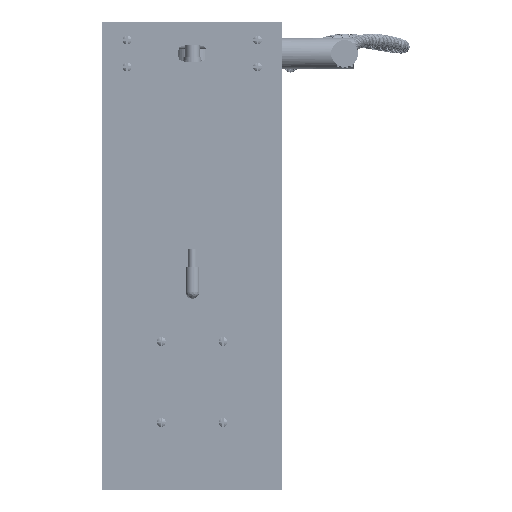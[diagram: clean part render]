
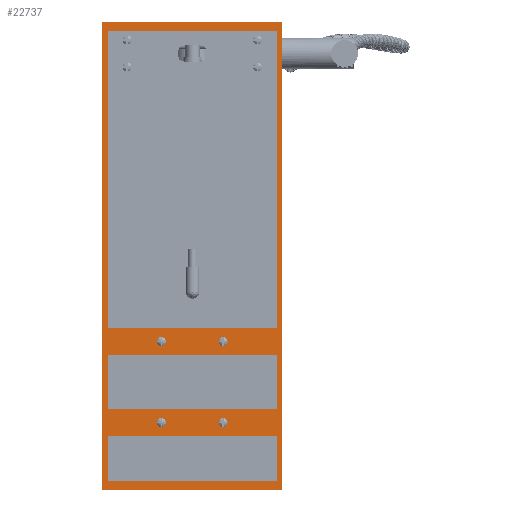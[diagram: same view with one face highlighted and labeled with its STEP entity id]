
A CAD part, front view. The second image highlights one B-rep face of the part: STEP entity #22737.
In plain terms, the highlighted face is planar.
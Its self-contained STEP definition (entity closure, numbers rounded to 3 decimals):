
#20209=DIRECTION('',(1.,0.,0.));
#20210=VECTOR('',#20209,200.);
#20211=CARTESIAN_POINT('',(-100.,-260.,20.));
#20212=LINE('',#20211,#20210);
#20221=DIRECTION('',(0.,-1.,0.));
#20222=VECTOR('',#20221,60.);
#20223=CARTESIAN_POINT('',(94.,-110.,20.));
#20224=LINE('',#20223,#20222);
#20225=DIRECTION('',(1.,0.,0.));
#20226=VECTOR('',#20225,188.);
#20227=CARTESIAN_POINT('',(-94.,-110.,20.));
#20228=LINE('',#20227,#20226);
#20229=DIRECTION('',(0.,1.,0.));
#20230=VECTOR('',#20229,60.);
#20231=CARTESIAN_POINT('',(-94.,-170.,20.));
#20232=LINE('',#20231,#20230);
#20233=DIRECTION('',(-1.,0.,0.));
#20234=VECTOR('',#20233,188.);
#20235=CARTESIAN_POINT('',(94.,-170.,20.));
#20236=LINE('',#20235,#20234);
#20237=CARTESIAN_POINT('',(-34.,-95.,20.));
#20238=DIRECTION('',(0.,0.,-1.));
#20239=DIRECTION('',(0.,1.,0.));
#20240=AXIS2_PLACEMENT_3D('',#20237,#20238,#20239);
#20242=CARTESIAN_POINT('',(-34.,-95.,20.));
#20243=DIRECTION('',(0.,0.,-1.));
#20244=DIRECTION('',(0.,-1.,0.));
#20245=AXIS2_PLACEMENT_3D('',#20242,#20243,#20244);
#20247=CARTESIAN_POINT('',(34.,-95.,20.));
#20248=DIRECTION('',(0.,0.,-1.));
#20249=DIRECTION('',(0.,1.,0.));
#20250=AXIS2_PLACEMENT_3D('',#20247,#20248,#20249);
#20252=CARTESIAN_POINT('',(34.,-95.,20.));
#20253=DIRECTION('',(0.,0.,-1.));
#20254=DIRECTION('',(0.,-1.,0.));
#20255=AXIS2_PLACEMENT_3D('',#20252,#20253,#20254);
#20257=DIRECTION('',(0.,-1.,0.));
#20258=VECTOR('',#20257,50.);
#20259=CARTESIAN_POINT('',(94.,-200.,20.));
#20260=LINE('',#20259,#20258);
#20261=DIRECTION('',(1.,0.,0.));
#20262=VECTOR('',#20261,188.);
#20263=CARTESIAN_POINT('',(-94.,-200.,20.));
#20264=LINE('',#20263,#20262);
#20265=DIRECTION('',(0.,1.,0.));
#20266=VECTOR('',#20265,50.);
#20267=CARTESIAN_POINT('',(-94.,-250.,20.));
#20268=LINE('',#20267,#20266);
#20269=CARTESIAN_POINT('',(-34.,-185.,20.));
#20270=DIRECTION('',(0.,0.,-1.));
#20271=DIRECTION('',(0.,1.,0.));
#20272=AXIS2_PLACEMENT_3D('',#20269,#20270,#20271);
#20274=CARTESIAN_POINT('',(-34.,-185.,20.));
#20275=DIRECTION('',(0.,0.,-1.));
#20276=DIRECTION('',(0.,-1.,0.));
#20277=AXIS2_PLACEMENT_3D('',#20274,#20275,#20276);
#20279=CARTESIAN_POINT('',(34.,-185.,20.));
#20280=DIRECTION('',(0.,0.,-1.));
#20281=DIRECTION('',(0.,1.,0.));
#20282=AXIS2_PLACEMENT_3D('',#20279,#20280,#20281);
#20284=CARTESIAN_POINT('',(34.,-185.,20.));
#20285=DIRECTION('',(0.,0.,-1.));
#20286=DIRECTION('',(0.,-1.,0.));
#20287=AXIS2_PLACEMENT_3D('',#20284,#20285,#20286);
#20289=DIRECTION('',(0.,1.,0.));
#20290=VECTOR('',#20289,520.);
#20291=CARTESIAN_POINT('',(-100.,-260.,20.));
#20292=LINE('',#20291,#20290);
#20293=DIRECTION('',(0.,1.,0.));
#20294=VECTOR('',#20293,330.);
#20295=CARTESIAN_POINT('',(-94.,-80.,20.));
#20296=LINE('',#20295,#20294);
#20297=DIRECTION('',(-1.,0.,0.));
#20298=VECTOR('',#20297,188.);
#20299=CARTESIAN_POINT('',(94.,-80.,20.));
#20300=LINE('',#20299,#20298);
#20301=DIRECTION('',(0.,-1.,0.));
#20302=VECTOR('',#20301,330.);
#20303=CARTESIAN_POINT('',(94.,250.,20.));
#20304=LINE('',#20303,#20302);
#20405=DIRECTION('',(1.,0.,0.));
#20406=VECTOR('',#20405,188.);
#20407=CARTESIAN_POINT('',(-94.,250.,20.));
#20408=LINE('',#20407,#20406);
#20433=DIRECTION('',(-1.,0.,0.));
#20434=VECTOR('',#20433,188.);
#20435=CARTESIAN_POINT('',(94.,-250.,20.));
#20436=LINE('',#20435,#20434);
#21605=DIRECTION('',(-1.,0.,0.));
#21606=VECTOR('',#21605,200.);
#21607=CARTESIAN_POINT('',(100.,260.,20.));
#21608=LINE('',#21607,#21606);
#21621=DIRECTION('',(0.,1.,0.));
#21622=VECTOR('',#21621,520.);
#21623=CARTESIAN_POINT('',(100.,-260.,20.));
#21624=LINE('',#21623,#21622);
#22101=CARTESIAN_POINT('',(100.,-260.,20.));
#22103=VERTEX_POINT('',#22101);
#22106=CARTESIAN_POINT('',(-100.,-260.,20.));
#22108=VERTEX_POINT('',#22106);
#22109=CARTESIAN_POINT('',(100.,260.,20.));
#22111=VERTEX_POINT('',#22109);
#22114=CARTESIAN_POINT('',(-100.,260.,20.));
#22116=VERTEX_POINT('',#22114);
#22125=CARTESIAN_POINT('',(94.,-250.,20.));
#22126=VERTEX_POINT('',#22125);
#22127=CARTESIAN_POINT('',(-94.,-250.,20.));
#22128=VERTEX_POINT('',#22127);
#22129=CARTESIAN_POINT('',(-94.,250.,20.));
#22130=VERTEX_POINT('',#22129);
#22131=CARTESIAN_POINT('',(94.,250.,20.));
#22132=VERTEX_POINT('',#22131);
#22589=CARTESIAN_POINT('',(34.,-182.34,20.));
#22590=CARTESIAN_POINT('',(34.,-187.66,20.));
#22591=VERTEX_POINT('',#22589);
#22592=VERTEX_POINT('',#22590);
#22593=CARTESIAN_POINT('',(-34.,-182.34,20.));
#22594=CARTESIAN_POINT('',(-34.,-187.66,20.));
#22595=VERTEX_POINT('',#22593);
#22596=VERTEX_POINT('',#22594);
#22609=CARTESIAN_POINT('',(-94.,-200.,20.));
#22610=VERTEX_POINT('',#22609);
#22611=CARTESIAN_POINT('',(-94.,-170.,20.));
#22612=VERTEX_POINT('',#22611);
#22617=CARTESIAN_POINT('',(94.,-200.,20.));
#22618=VERTEX_POINT('',#22617);
#22619=CARTESIAN_POINT('',(94.,-170.,20.));
#22620=VERTEX_POINT('',#22619);
#22621=CARTESIAN_POINT('',(34.,-92.34,20.));
#22622=CARTESIAN_POINT('',(34.,-97.66,20.));
#22623=VERTEX_POINT('',#22621);
#22624=VERTEX_POINT('',#22622);
#22625=CARTESIAN_POINT('',(-34.,-92.34,20.));
#22626=CARTESIAN_POINT('',(-34.,-97.66,20.));
#22627=VERTEX_POINT('',#22625);
#22628=VERTEX_POINT('',#22626);
#22641=CARTESIAN_POINT('',(-94.,-110.,20.));
#22642=VERTEX_POINT('',#22641);
#22643=CARTESIAN_POINT('',(-94.,-80.,20.));
#22644=VERTEX_POINT('',#22643);
#22649=CARTESIAN_POINT('',(94.,-110.,20.));
#22650=VERTEX_POINT('',#22649);
#22651=CARTESIAN_POINT('',(94.,-80.,20.));
#22652=VERTEX_POINT('',#22651);
#22669=CARTESIAN_POINT('',(-100.,-260.,20.));
#22670=DIRECTION('',(0.,0.,1.));
#22671=DIRECTION('',(1.,0.,0.));
#22672=AXIS2_PLACEMENT_3D('',#22669,#22670,#22671);
#22673=PLANE('',#22672);
#22675=ORIENTED_EDGE('',*,*,#22674,.F.);
#22677=ORIENTED_EDGE('',*,*,#22676,.F.);
#22678=ORIENTED_EDGE('',*,*,#22658,.F.);
#22680=ORIENTED_EDGE('',*,*,#22679,.T.);
#22681=EDGE_LOOP('',(#22675,#22677,#22678,#22680));
#22682=FACE_OUTER_BOUND('',#22681,.F.);
#22684=ORIENTED_EDGE('',*,*,#22683,.F.);
#22686=ORIENTED_EDGE('',*,*,#22685,.F.);
#22687=EDGE_LOOP('',(#22684,#22686));
#22688=FACE_BOUND('',#22687,.F.);
#22690=ORIENTED_EDGE('',*,*,#22689,.F.);
#22692=ORIENTED_EDGE('',*,*,#22691,.F.);
#22693=EDGE_LOOP('',(#22690,#22692));
#22694=FACE_BOUND('',#22693,.F.);
#22696=ORIENTED_EDGE('',*,*,#22695,.F.);
#22698=ORIENTED_EDGE('',*,*,#22697,.F.);
#22700=ORIENTED_EDGE('',*,*,#22699,.F.);
#22702=ORIENTED_EDGE('',*,*,#22701,.F.);
#22703=EDGE_LOOP('',(#22696,#22698,#22700,#22702));
#22704=FACE_BOUND('',#22703,.F.);
#22706=ORIENTED_EDGE('',*,*,#22705,.F.);
#22708=ORIENTED_EDGE('',*,*,#22707,.F.);
#22709=EDGE_LOOP('',(#22706,#22708));
#22710=FACE_BOUND('',#22709,.F.);
#22712=ORIENTED_EDGE('',*,*,#22711,.F.);
#22714=ORIENTED_EDGE('',*,*,#22713,.F.);
#22715=EDGE_LOOP('',(#22712,#22714));
#22716=FACE_BOUND('',#22715,.F.);
#22718=ORIENTED_EDGE('',*,*,#22717,.F.);
#22720=ORIENTED_EDGE('',*,*,#22719,.F.);
#22722=ORIENTED_EDGE('',*,*,#22721,.F.);
#22724=ORIENTED_EDGE('',*,*,#22723,.F.);
#22725=EDGE_LOOP('',(#22718,#22720,#22722,#22724));
#22726=FACE_BOUND('',#22725,.F.);
#22728=ORIENTED_EDGE('',*,*,#22727,.F.);
#22730=ORIENTED_EDGE('',*,*,#22729,.F.);
#22732=ORIENTED_EDGE('',*,*,#22731,.F.);
#22734=ORIENTED_EDGE('',*,*,#22733,.F.);
#22735=EDGE_LOOP('',(#22728,#22730,#22732,#22734));
#22736=FACE_BOUND('',#22735,.F.);
#22737=ADVANCED_FACE('',(#22682,#22688,#22694,#22704,#22710,#22716,#22726,
#22736),#22673,.T.);
#20241=CIRCLE('',#20240,2.66);
#20246=CIRCLE('',#20245,2.66);
#20251=CIRCLE('',#20250,2.66);
#20256=CIRCLE('',#20255,2.66);
#20273=CIRCLE('',#20272,2.66);
#20278=CIRCLE('',#20277,2.66);
#20283=CIRCLE('',#20282,2.66);
#20288=CIRCLE('',#20287,2.66);
#22658=EDGE_CURVE('',#22108,#22103,#20212,.T.);
#22674=EDGE_CURVE('',#22111,#22116,#21608,.T.);
#22676=EDGE_CURVE('',#22103,#22111,#21624,.T.);
#22679=EDGE_CURVE('',#22108,#22116,#20292,.T.);
#22683=EDGE_CURVE('',#22627,#22628,#20241,.T.);
#22685=EDGE_CURVE('',#22628,#22627,#20246,.T.);
#22689=EDGE_CURVE('',#22623,#22624,#20251,.T.);
#22691=EDGE_CURVE('',#22624,#22623,#20256,.T.);
#22695=EDGE_CURVE('',#22618,#22126,#20260,.T.);
#22697=EDGE_CURVE('',#22610,#22618,#20264,.T.);
#22699=EDGE_CURVE('',#22128,#22610,#20268,.T.);
#22701=EDGE_CURVE('',#22126,#22128,#20436,.T.);
#22705=EDGE_CURVE('',#22595,#22596,#20273,.T.);
#22707=EDGE_CURVE('',#22596,#22595,#20278,.T.);
#22711=EDGE_CURVE('',#22591,#22592,#20283,.T.);
#22713=EDGE_CURVE('',#22592,#22591,#20288,.T.);
#22717=EDGE_CURVE('',#22650,#22620,#20224,.T.);
#22719=EDGE_CURVE('',#22642,#22650,#20228,.T.);
#22721=EDGE_CURVE('',#22612,#22642,#20232,.T.);
#22723=EDGE_CURVE('',#22620,#22612,#20236,.T.);
#22727=EDGE_CURVE('',#22644,#22130,#20296,.T.);
#22729=EDGE_CURVE('',#22652,#22644,#20300,.T.);
#22731=EDGE_CURVE('',#22132,#22652,#20304,.T.);
#22733=EDGE_CURVE('',#22130,#22132,#20408,.T.);
